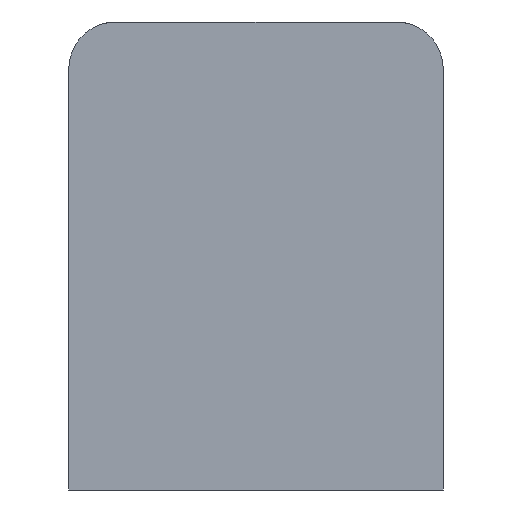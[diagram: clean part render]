
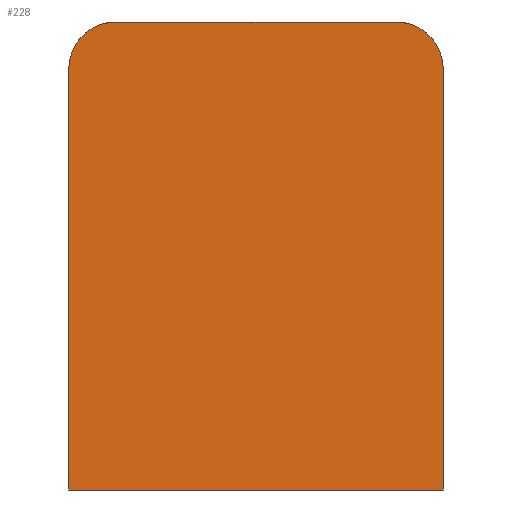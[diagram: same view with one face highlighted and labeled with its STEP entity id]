
A CAD part, left-side view. The second image highlights one B-rep face of the part: STEP entity #228.
In plain terms, the highlighted planar face has unit normal (-1, 0, 0).
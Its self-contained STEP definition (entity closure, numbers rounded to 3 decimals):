
#23=PLANE('',#272);
#34=FACE_OUTER_BOUND('',#46,.T.);
#46=EDGE_LOOP('',(#201,#202,#203,#204,#205,#206));
#52=CIRCLE('',#255,5.);
#54=CIRCLE('',#260,5.);
#66=LINE('',#374,#85);
#73=LINE('',#412,#92);
#74=LINE('',#419,#93);
#79=LINE('',#434,#98);
#85=VECTOR('',#289,10.);
#92=VECTOR('',#306,10.);
#93=VECTOR('',#315,10.);
#98=VECTOR('',#334,10.);
#105=VERTEX_POINT('',#364);
#106=VERTEX_POINT('',#366);
#108=VERTEX_POINT('',#372);
#114=VERTEX_POINT('',#405);
#115=VERTEX_POINT('',#407);
#117=VERTEX_POINT('',#418);
#125=EDGE_CURVE('',#105,#106,#52,.T.);
#129=EDGE_CURVE('',#108,#105,#66,.T.);
#136=EDGE_CURVE('',#114,#115,#54,.T.);
#139=EDGE_CURVE('',#106,#114,#73,.T.);
#143=EDGE_CURVE('',#117,#115,#74,.T.);
#151=EDGE_CURVE('',#108,#117,#79,.T.);
#201=ORIENTED_EDGE('',*,*,#125,.F.);
#202=ORIENTED_EDGE('',*,*,#129,.F.);
#203=ORIENTED_EDGE('',*,*,#151,.T.);
#204=ORIENTED_EDGE('',*,*,#143,.T.);
#205=ORIENTED_EDGE('',*,*,#136,.F.);
#206=ORIENTED_EDGE('',*,*,#139,.F.);
#228=ADVANCED_FACE('',(#34),#23,.T.);
#255=AXIS2_PLACEMENT_3D('',#367,#282,#283);
#260=AXIS2_PLACEMENT_3D('',#408,#300,#301);
#272=AXIS2_PLACEMENT_3D('',#433,#332,#333);
#282=DIRECTION('center_axis',(1.,0.,0.));
#283=DIRECTION('ref_axis',(0.,0.707,0.707));
#289=DIRECTION('',(0.,0.,1.));
#300=DIRECTION('center_axis',(1.,0.,0.));
#301=DIRECTION('ref_axis',(0.,-0.707,0.707));
#306=DIRECTION('',(0.,-1.,0.));
#315=DIRECTION('',(0.,0.,1.));
#332=DIRECTION('center_axis',(-1.,0.,0.));
#333=DIRECTION('ref_axis',(0.,-1.,0.));
#334=DIRECTION('',(0.,-1.,0.));
#364=CARTESIAN_POINT('',(97.338,33.7,45.));
#366=CARTESIAN_POINT('',(97.338,28.7,50.));
#367=CARTESIAN_POINT('Origin',(97.338,28.7,45.));
#372=CARTESIAN_POINT('',(97.338,33.7,0.));
#374=CARTESIAN_POINT('',(97.338,33.7,0.));
#405=CARTESIAN_POINT('',(97.338,-1.3,50.));
#407=CARTESIAN_POINT('',(97.338,-6.3,45.));
#408=CARTESIAN_POINT('Origin',(97.338,-1.3,45.));
#412=CARTESIAN_POINT('',(97.338,33.7,50.));
#418=CARTESIAN_POINT('',(97.338,-6.3,0.));
#419=CARTESIAN_POINT('',(97.338,-6.3,0.));
#433=CARTESIAN_POINT('Origin',(97.338,33.7,0.));
#434=CARTESIAN_POINT('',(97.338,33.7,0.));
